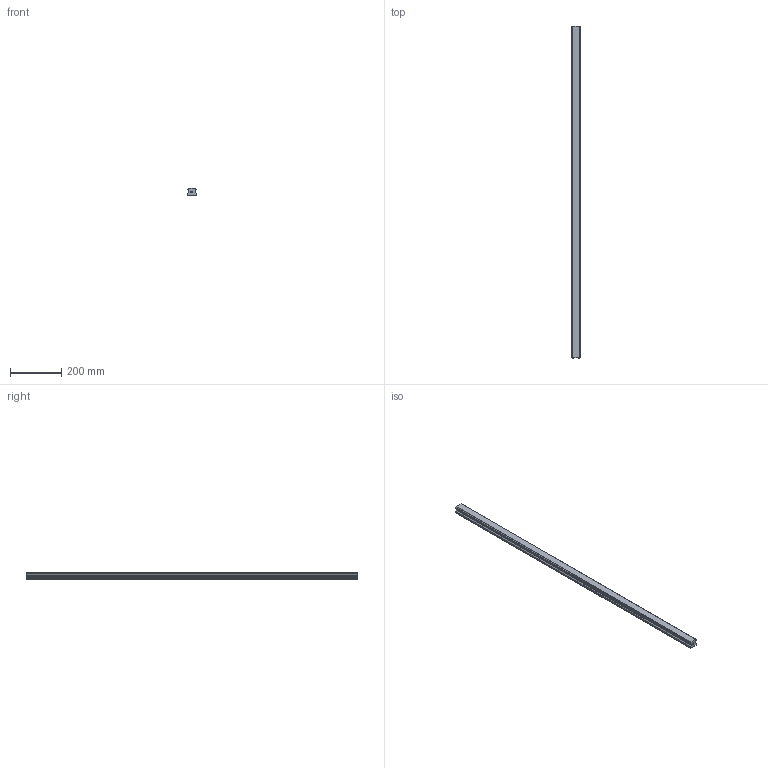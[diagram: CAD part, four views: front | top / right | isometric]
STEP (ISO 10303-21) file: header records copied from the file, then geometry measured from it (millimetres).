
FILE_DESCRIPTION(('STEP AP214'),'1');
FILE_NAME('cctmp_FA79F1B3-929B-4FE4-92AF-2E01A4ECB0A4_2021_01_28_11_26_22_0782..stp','2021-01-28T10:26:22',('HIWIN GmbH'),('CADClick - www.CADClick.com'),'Spatial InterOp 3D',' ','unknown authorization');
FILE_SCHEMA(('AUTOMOTIVE_DESIGN'));
Length unit declared in the file: millimetre
Products named in the file (1): HGR35T1290C_FILE
Bounding box: 34 x 1290 x 29 mm (x, y, z)
Volume: 1088157 mm3; surface area: 175657.6 mm2
Topology: 1 solids, 1 shells, 179 faces, 487 edges, 298 vertices
Faces by surface type: plane 93, cylinder 54, cone 32
Entity records: 6825 total; most frequent: CARTESIAN_POINT 933, DIRECTION 923, ORIENTED_EDGE 910, EDGE_CURVE 455, LINE 347, VECTOR 347, VERTEX_POINT 298, AXIS2_PLACEMENT_3D 288
